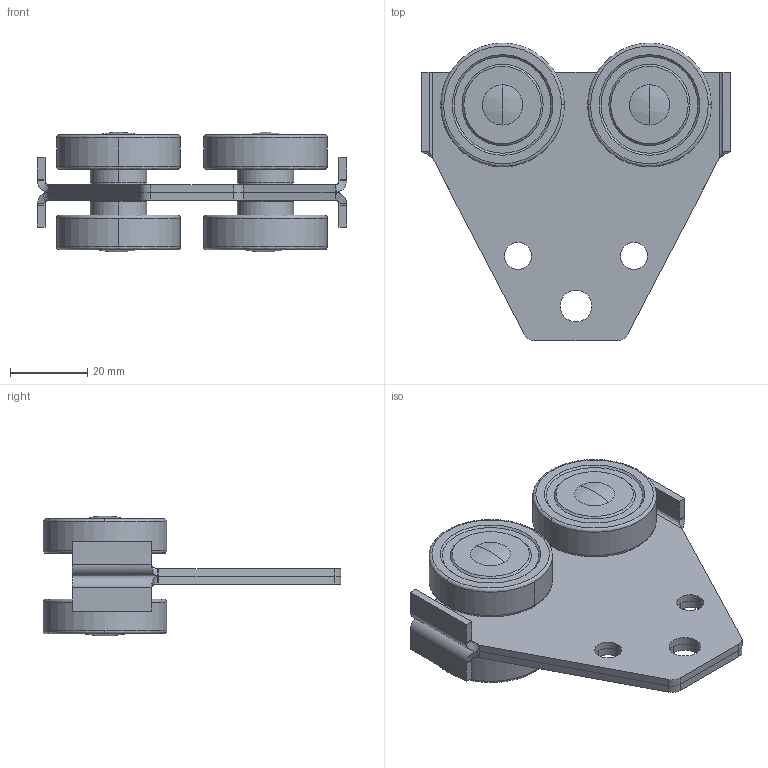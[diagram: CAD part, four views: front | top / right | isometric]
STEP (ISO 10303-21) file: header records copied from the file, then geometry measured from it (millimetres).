
FILE_DESCRIPTION (( 'STEP AP214' ), '1' );
FILE_NAME ('0020715.step', '2022-09-01T11:43:07', ( '' ), ( '' ), 'SwSTEP 2.0', 'SolidWorks 2020', '' );
FILE_SCHEMA (( 'AUTOMOTIVE_DESIGN' ));
Length unit declared in the file: millimetre
Products named in the file (1): 0020715
Bounding box: 80 x 77 x 31.02 mm (x, y, z)
Volume: 47789.4 mm3; surface area: 29903.5 mm2
Topology: 8 solids, 8 shells, 222 faces, 490 edges, 320 vertices
Faces by surface type: cylinder 72, plane 72, bspline 46, cone 32
Entity records: 9362 total; most frequent: CARTESIAN_POINT 4329, DIRECTION 1046, ORIENTED_EDGE 980, EDGE_CURVE 490, AXIS2_PLACEMENT_3D 435, VERTEX_POINT 320, EDGE_LOOP 286, CIRCLE 258
